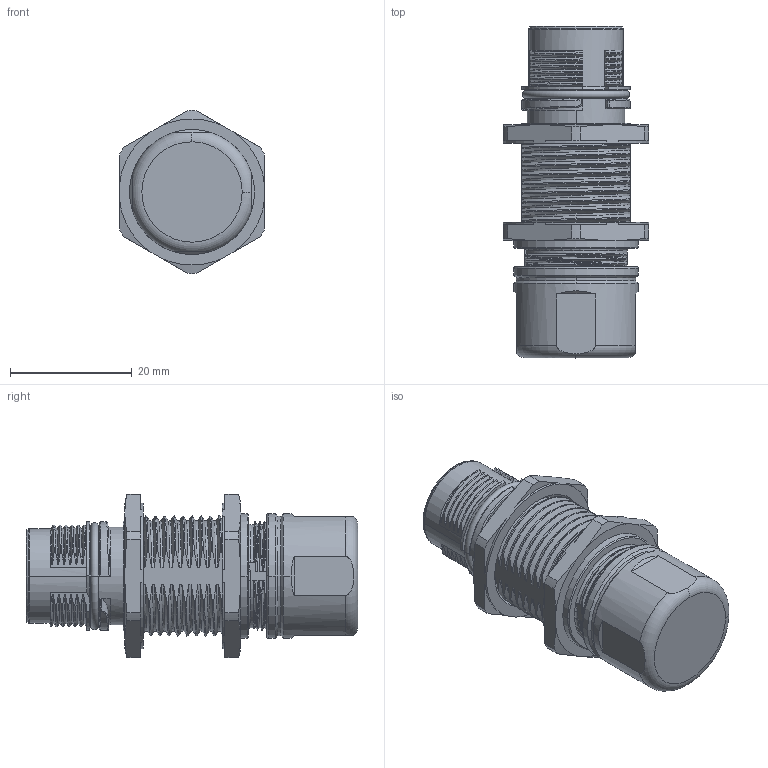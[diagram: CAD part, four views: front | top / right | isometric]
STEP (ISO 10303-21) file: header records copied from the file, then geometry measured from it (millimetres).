
FILE_DESCRIPTION((''),'2;1');
FILE_NAME('M17-XXX-CCT_RA-DXX-SH_SW0004','2023-12-15T',('tc.chen'),(''),'PRO/ENGINEER BY PARAMETRIC TECHNOLOGY CORPORATION, 2012480','PRO/ENGINEER BY PARAMETRIC TECHNOLOGY CORPORATION, 2012480','');
FILE_SCHEMA(('CONFIG_CONTROL_DESIGN'));
Products named in the file (1): M17-XXX-CCT_RA-DXX-SH_SW0004
Bounding box: 23.9 x 54.55 x 26.8 mm (x, y, z)
Volume: 14022.3 mm3; surface area: 9080.9 mm2
Topology: 1 solids, 1 shells, 965 faces, 2787 edges, 1818 vertices
Faces by surface type: plane 407, bspline 221, cylinder 218, cone 45, torus 44, extrusion 23, sphere 7
Entity records: 58125 total; most frequent: CARTESIAN_POINT 28027, ORIENTED_EDGE 5560, DIRECTION 3738, EDGE_CURVE 2780, VERTEX_POINT 1818, VECTOR 1396, LINE 1373, AXIS2_PLACEMENT_3D 1171
